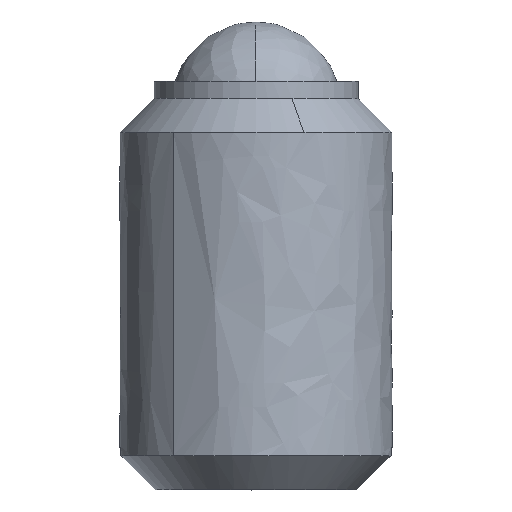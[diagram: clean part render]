
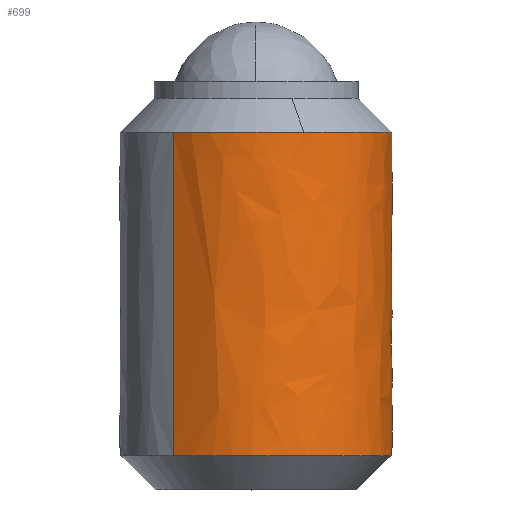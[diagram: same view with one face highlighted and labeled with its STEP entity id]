
A CAD part, top view. The second image highlights one B-rep face of the part: STEP entity #699.
In plain terms, the highlighted free-form (B-spline) face has degree [2, 1] with [9, 2] control points.
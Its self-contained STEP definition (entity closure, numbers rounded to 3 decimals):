
#291=CARTESIAN_POINT('',(-4.87,-6.5,6.347));
#292=VERTEX_POINT('',#291);
#306=CARTESIAN_POINT('',(0.0,-6.5,8.));
#307=VERTEX_POINT('',#306);
#308=CARTESIAN_POINT('',(0.0,-6.5,8.));
#309=CARTESIAN_POINT('',(-2.716,-6.5,8.));
#310=CARTESIAN_POINT('',(-4.87,-6.5,6.347));
#318=(BOUNDED_CURVE()B_SPLINE_CURVE(2,(#308,#309,#310),.UNSPECIFIED.,.F.,.U.)B_SPLINE_CURVE_WITH_KNOTS((3,3),(0.5,0.605),.UNSPECIFIED.)CURVE()GEOMETRIC_REPRESENTATION_ITEM()RATIONAL_B_SPLINE_CURVE((1.0,0.877,0.857))REPRESENTATION_ITEM(''));
#319=EDGE_CURVE('',#307,#292,#318,.T.);
#321=CARTESIAN_POINT('',(2.813,-6.5,7.489));
#322=VERTEX_POINT('',#321);
#323=CARTESIAN_POINT('',(2.813,-6.5,7.489));
#324=CARTESIAN_POINT('',(1.453,-6.5,8.));
#325=CARTESIAN_POINT('',(0.0,-6.5,8.));
#333=(BOUNDED_CURVE()B_SPLINE_CURVE(2,(#323,#324,#325),.UNSPECIFIED.,.F.,.U.)B_SPLINE_CURVE_WITH_KNOTS((3,3),(0.44,0.5),.UNSPECIFIED.)CURVE()GEOMETRIC_REPRESENTATION_ITEM()RATIONAL_B_SPLINE_CURVE((0.893,0.93,1.0))REPRESENTATION_ITEM(''));
#334=EDGE_CURVE('',#322,#307,#333,.T.);
#384=CARTESIAN_POINT('',(0.0,-6.5,-8.));
#385=VERTEX_POINT('',#384);
#386=CARTESIAN_POINT('',(0.0,-6.5,-8.));
#387=CARTESIAN_POINT('',(8.0,-6.5,-8.));
#388=CARTESIAN_POINT('',(8.0,-6.5,0.));
#389=CARTESIAN_POINT('',(8.0,-6.5,5.541));
#390=CARTESIAN_POINT('',(2.813,-6.5,7.489));
#398=(BOUNDED_CURVE()B_SPLINE_CURVE(2,(#386,#387,#388,#389,#390),.UNSPECIFIED.,.F.,.U.)B_SPLINE_CURVE_WITH_KNOTS((3,2,3),(0.0,0.25,0.44),.UNSPECIFIED.)CURVE()GEOMETRIC_REPRESENTATION_ITEM()RATIONAL_B_SPLINE_CURVE((1.0,0.707,1.0,0.777,0.893))REPRESENTATION_ITEM(''));
#399=EDGE_CURVE('',#385,#322,#398,.T.);
#401=CARTESIAN_POINT('',(-7.311,-6.5,-3.249));
#402=VERTEX_POINT('',#401);
#403=CARTESIAN_POINT('',(-7.311,-6.5,-3.249));
#404=CARTESIAN_POINT('',(-5.199,-6.5,-8.));
#405=CARTESIAN_POINT('',(0.0,-6.5,-8.));
#413=(BOUNDED_CURVE()B_SPLINE_CURVE(2,(#403,#404,#405),.UNSPECIFIED.,.F.,.U.)B_SPLINE_CURVE_WITH_KNOTS((3,3),(0.819,1.0),.UNSPECIFIED.)CURVE()GEOMETRIC_REPRESENTATION_ITEM()RATIONAL_B_SPLINE_CURVE((0.883,0.788,1.0))REPRESENTATION_ITEM(''));
#414=EDGE_CURVE('',#402,#385,#413,.T.);
#592=CARTESIAN_POINT('',(-7.311,-6.025,-3.249));
#593=CARTESIAN_POINT('',(-6.925,-6.025,-4.117));
#594=CARTESIAN_POINT('',(-6.347,-6.025,-4.87));
#595=CARTESIAN_POINT('',(-1.477,-6.025,-11.217));
#596=CARTESIAN_POINT('',(4.87,-6.025,-6.347));
#597=CARTESIAN_POINT('',(11.217,-6.025,-1.477));
#598=CARTESIAN_POINT('',(6.347,-6.025,4.87));
#599=CARTESIAN_POINT('',(1.477,-6.025,11.217));
#600=CARTESIAN_POINT('',(-4.87,-6.025,6.347));
#601=CARTESIAN_POINT('',(-7.311,-25.987,-3.249));
#602=CARTESIAN_POINT('',(-6.925,-25.987,-4.117));
#603=CARTESIAN_POINT('',(-6.347,-25.987,-4.87));
#604=CARTESIAN_POINT('',(-1.477,-25.987,-11.217));
#605=CARTESIAN_POINT('',(4.87,-25.987,-6.347));
#606=CARTESIAN_POINT('',(11.217,-25.987,-1.477));
#607=CARTESIAN_POINT('',(6.347,-25.987,4.87));
#608=CARTESIAN_POINT('',(1.477,-25.987,11.217));
#609=CARTESIAN_POINT('',(-4.87,-25.987,6.347));
#617=(BOUNDED_SURFACE()B_SPLINE_SURFACE(2,1,((#592,#601),(#593,#602),(#594,#603),(#595,#604),(#596,#605),(#597,#606),(#598,#607),(#599,#608),(#600,#609)),.UNSPECIFIED.,.F.,.F.,.U.)B_SPLINE_SURFACE_WITH_KNOTS((3,2,2,2,3),(2,2),(0.0,2.121,15.376,28.63,41.885),(0.0,19.962),.UNSPECIFIED.)GEOMETRIC_REPRESENTATION_ITEM()RATIONAL_B_SPLINE_SURFACE(((0.921,0.921),(0.953,0.953),(1.0,1.0),(0.707,0.707),(1.0,1.0),(0.707,0.707),(1.0,1.0),(0.707,0.707),(1.0,1.0)))REPRESENTATION_ITEM('')SURFACE());
#618=ORIENTED_EDGE('',*,*,#414,.T.);
#619=ORIENTED_EDGE('',*,*,#399,.T.);
#620=ORIENTED_EDGE('',*,*,#334,.T.);
#621=ORIENTED_EDGE('',*,*,#319,.T.);
#622=CARTESIAN_POINT('',(-4.87,-25.5,6.347));
#623=VERTEX_POINT('',#622);
#624=CARTESIAN_POINT('',(-4.87,-6.5,6.347));
#625=CARTESIAN_POINT('',(-4.87,-25.5,6.347));
#626=QUASI_UNIFORM_CURVE('',1,(#624,#625),.UNSPECIFIED.,.F.,.U.);
#627=EDGE_CURVE('',#292,#623,#626,.T.);
#628=ORIENTED_EDGE('',*,*,#627,.T.);
#629=CARTESIAN_POINT('',(7.937,-25.5,1.0));
#630=VERTEX_POINT('',#629);
#631=CARTESIAN_POINT('',(7.937,-25.5,1.0));
#632=CARTESIAN_POINT('',(7.055,-25.5,8.));
#633=CARTESIAN_POINT('',(0.,-25.5,8.));
#634=CARTESIAN_POINT('',(-2.716,-25.5,8.));
#635=CARTESIAN_POINT('',(-4.87,-25.5,6.347));
#643=(BOUNDED_CURVE()B_SPLINE_CURVE(2,(#631,#632,#633,#634,#635),.UNSPECIFIED.,.F.,.U.)B_SPLINE_CURVE_WITH_KNOTS((3,2,3),(0.0,0.5,0.727),.UNSPECIFIED.)CURVE()GEOMETRIC_REPRESENTATION_ITEM()RATIONAL_B_SPLINE_CURVE((1.0,0.75,1.0,0.886,0.876))REPRESENTATION_ITEM(''));
#644=EDGE_CURVE('',#630,#623,#643,.T.);
#645=ORIENTED_EDGE('',*,*,#644,.F.);
#646=CARTESIAN_POINT('',(7.937,-25.0,1.0));
#647=VERTEX_POINT('',#646);
#648=CARTESIAN_POINT('',(7.937,-25.0,1.0));
#649=CARTESIAN_POINT('',(7.937,-25.5,1.0));
#650=QUASI_UNIFORM_CURVE('',1,(#648,#649),.UNSPECIFIED.,.F.,.U.);
#651=EDGE_CURVE('',#647,#630,#650,.T.);
#652=ORIENTED_EDGE('',*,*,#651,.F.);
#653=CARTESIAN_POINT('',(7.937,-25.0,-1.0));
#654=VERTEX_POINT('',#653);
#655=CARTESIAN_POINT('',(7.937,-25.0,-1.));
#656=CARTESIAN_POINT('',(8.063,-25.,0.));
#657=CARTESIAN_POINT('',(7.937,-25.0,1.0));
#665=(BOUNDED_CURVE()B_SPLINE_CURVE(2,(#655,#656,#657),.UNSPECIFIED.,.F.,.U.)CURVE()GEOMETRIC_REPRESENTATION_ITEM()QUASI_UNIFORM_CURVE()RATIONAL_B_SPLINE_CURVE((1.0,0.992,1.0))REPRESENTATION_ITEM(''));
#666=EDGE_CURVE('',#654,#647,#665,.T.);
#667=ORIENTED_EDGE('',*,*,#666,.F.);
#668=CARTESIAN_POINT('',(7.937,-25.5,-1.0));
#669=VERTEX_POINT('',#668);
#670=CARTESIAN_POINT('',(7.937,-25.0,-1.0));
#671=CARTESIAN_POINT('',(7.937,-25.5,-1.0));
#672=QUASI_UNIFORM_CURVE('',1,(#670,#671),.UNSPECIFIED.,.F.,.U.);
#673=EDGE_CURVE('',#654,#669,#672,.T.);
#674=ORIENTED_EDGE('',*,*,#673,.T.);
#675=CARTESIAN_POINT('',(-7.311,-25.5,-3.249));
#676=VERTEX_POINT('',#675);
#677=CARTESIAN_POINT('',(-7.311,-25.5,-3.249));
#678=CARTESIAN_POINT('',(-5.199,-25.5,-8.));
#679=CARTESIAN_POINT('',(0.0,-25.5,-8.));
#680=CARTESIAN_POINT('',(7.055,-25.5,-8.));
#681=CARTESIAN_POINT('',(7.937,-25.5,-1.));
#689=(BOUNDED_CURVE()B_SPLINE_CURVE(2,(#677,#678,#679,#680,#681),.UNSPECIFIED.,.F.,.U.)B_SPLINE_CURVE_WITH_KNOTS((3,2,3),(0.106,0.5,1.0),.UNSPECIFIED.)CURVE()GEOMETRIC_REPRESENTATION_ITEM()RATIONAL_B_SPLINE_CURVE((0.917,0.803,1.0,0.75,1.0))REPRESENTATION_ITEM(''));
#690=EDGE_CURVE('',#676,#669,#689,.T.);
#691=ORIENTED_EDGE('',*,*,#690,.F.);
#692=CARTESIAN_POINT('',(-7.311,-6.5,-3.249));
#693=CARTESIAN_POINT('',(-7.311,-25.5,-3.249));
#694=QUASI_UNIFORM_CURVE('',1,(#692,#693),.UNSPECIFIED.,.F.,.U.);
#695=EDGE_CURVE('',#402,#676,#694,.T.);
#696=ORIENTED_EDGE('',*,*,#695,.F.);
#697=EDGE_LOOP('',(#618,#619,#620,#621,#628,#645,#652,#667,#674,#691,#696));
#698=FACE_OUTER_BOUND('',#697,.T.);
#699=ADVANCED_FACE('',(#698),#617,.T.);
